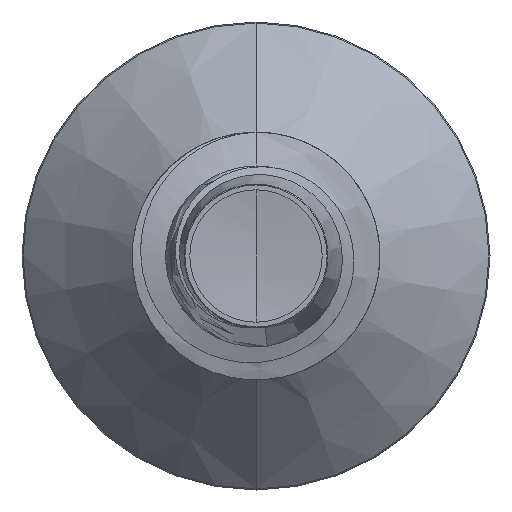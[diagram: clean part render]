
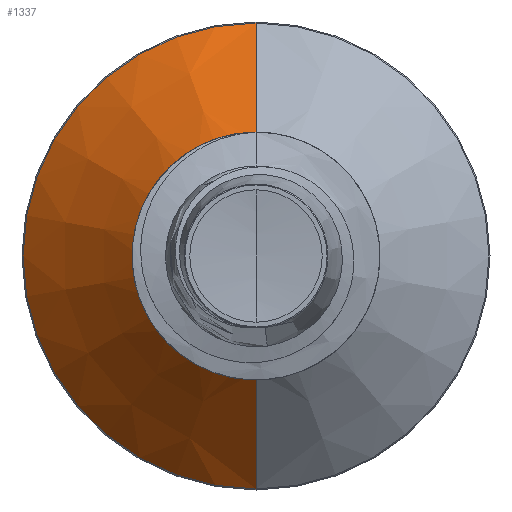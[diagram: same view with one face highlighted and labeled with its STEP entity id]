
A CAD part, front view. The second image highlights one B-rep face of the part: STEP entity #1337.
In plain terms, the highlighted conical face has half-angle 45 degrees and reference radius 0.841 mm.
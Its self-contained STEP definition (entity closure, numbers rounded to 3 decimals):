
#1191 = AXIS2_PLACEMENT_3D ( 'NONE', #9914, #1549, #10949 ) ;
#1337 = ADVANCED_FACE ( 'NONE', ( #1644 ), #1583, .T. ) ;
#1549 = DIRECTION ( 'NONE',  ( 0., 1., 0. ) ) ;
#1583 = CONICAL_SURFACE ( 'NONE', #8281, 0.841, 0.785 ) ;
#1644 = FACE_OUTER_BOUND ( 'NONE', #10541, .T. ) ;
#2199 = CARTESIAN_POINT ( 'NONE',  ( 0., 7.791, -0.841 ) ) ;
#2412 = AXIS2_PLACEMENT_3D ( 'NONE', #7127, #14578, #8418 ) ;
#2617 = VECTOR ( 'NONE', #8398, 1000. ) ;
#2837 = LINE ( 'NONE', #2199, #14644 ) ;
#3527 = VERTEX_POINT ( 'NONE', #15477 ) ;
#5252 = CARTESIAN_POINT ( 'NONE',  ( 0., 7.791, -0.841 ) ) ;
#5758 = VERTEX_POINT ( 'NONE', #12548 ) ;
#6124 = CARTESIAN_POINT ( 'NONE',  ( 0., 7.791, 0. ) ) ;
#6970 = EDGE_CURVE ( 'NONE', #10374, #3527, #14653, .T. ) ;
#7047 = VERTEX_POINT ( 'NONE', #12352 ) ;
#7127 = CARTESIAN_POINT ( 'NONE',  ( 0., 7.791, 0. ) ) ;
#8281 = AXIS2_PLACEMENT_3D ( 'NONE', #6124, #9466, #10114 ) ;
#8398 = DIRECTION ( 'NONE',  ( 0., 0.707, 0.707 ) ) ;
#8418 = DIRECTION ( 'NONE',  ( 0., 0., 1. ) ) ;
#9466 = DIRECTION ( 'NONE',  ( 0., 1., 0. ) ) ;
#9636 = ORIENTED_EDGE ( 'NONE', *, *, #10818, .T. ) ;
#9718 = ORIENTED_EDGE ( 'NONE', *, *, #11518, .F. ) ;
#9914 = CARTESIAN_POINT ( 'NONE',  ( 0., 8.642, 0. ) ) ;
#10114 = DIRECTION ( 'NONE',  ( 0., 0., 1. ) ) ;
#10374 = VERTEX_POINT ( 'NONE', #5252 ) ;
#10541 = EDGE_LOOP ( 'NONE', ( #12817, #11886, #9636, #9718 ) ) ;
#10818 = EDGE_CURVE ( 'NONE', #3527, #5758, #12307, .T. ) ;
#10949 = DIRECTION ( 'NONE',  ( 0., 0., 1. ) ) ;
#11518 = EDGE_CURVE ( 'NONE', #7047, #5758, #13961, .T. ) ;
#11886 = ORIENTED_EDGE ( 'NONE', *, *, #6970, .T. ) ;
#12307 = LINE ( 'NONE', #15462, #2617 ) ;
#12352 = CARTESIAN_POINT ( 'NONE',  ( 0., 8.642, -1.692 ) ) ;
#12548 = CARTESIAN_POINT ( 'NONE',  ( 0., 8.642, 1.692 ) ) ;
#12817 = ORIENTED_EDGE ( 'NONE', *, *, #14945, .F. ) ;
#13375 = DIRECTION ( 'NONE',  ( 0., 0.707, -0.707 ) ) ;
#13961 = CIRCLE ( 'NONE', #1191, 1.692 ) ;
#14578 = DIRECTION ( 'NONE',  ( 0., 1., 0. ) ) ;
#14644 = VECTOR ( 'NONE', #13375, 1000. ) ;
#14653 = CIRCLE ( 'NONE', #2412, 0.841 ) ;
#14945 = EDGE_CURVE ( 'NONE', #10374, #7047, #2837, .T. ) ;
#15462 = CARTESIAN_POINT ( 'NONE',  ( 0., 7.791, 0.841 ) ) ;
#15477 = CARTESIAN_POINT ( 'NONE',  ( 0., 7.791, 0.841 ) ) ;
